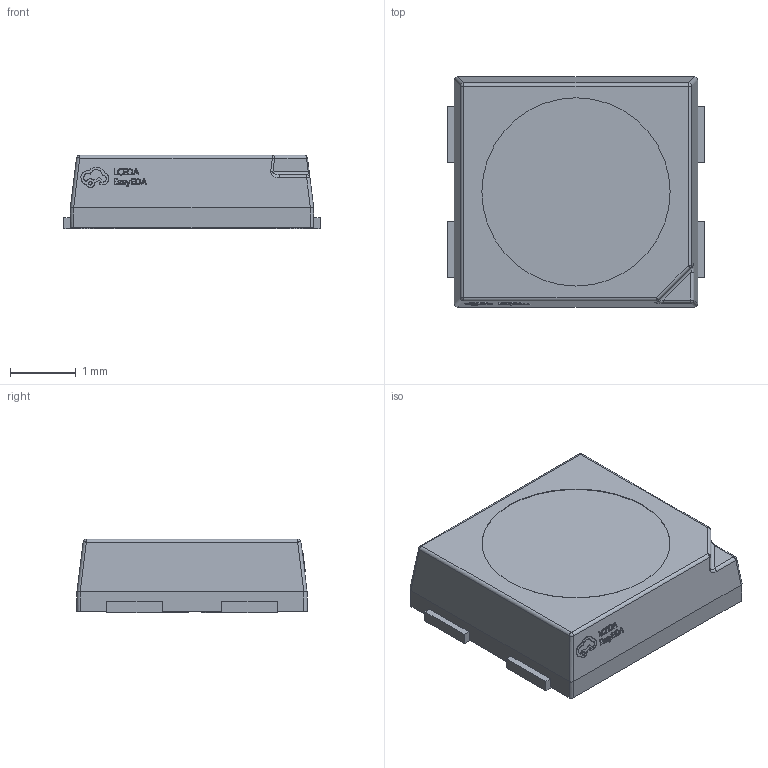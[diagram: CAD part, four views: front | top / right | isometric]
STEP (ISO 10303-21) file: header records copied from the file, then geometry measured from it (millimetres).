
FILE_DESCRIPTION (( 'STEP AP214' ), '1' );
FILE_NAME ('LED-SMD_4P-L3.5-W3.5-R-SK6812MINI.STEP', '2024-06-09T12:51:00', ( '' ), ( '' ), 'SwSTEP 2.0', 'SolidWorks 2020', '' );
FILE_SCHEMA (( 'AUTOMOTIVE_DESIGN' ));
Length unit declared in the file: millimetre
Products named in the file (1): LED-SMD_4P-L3.5-W3.5-R-SK6812MINI
Bounding box: 3.9 x 3.5 x 1.12 mm (x, y, z)
Volume: 15 mm3; surface area: 59 mm2
Topology: 2 solids, 2 shells, 319 faces, 863 edges, 568 vertices
Faces by surface type: plane 178, bspline 101, cylinder 30, sphere 6, cone 4
Entity records: 14025 total; most frequent: CARTESIAN_POINT 3144, ORIENTED_EDGE 1726, DIRECTION 1142, EDGE_CURVE 863, VECTOR 586, LINE 586, VERTEX_POINT 568, EDGE_LOOP 339
